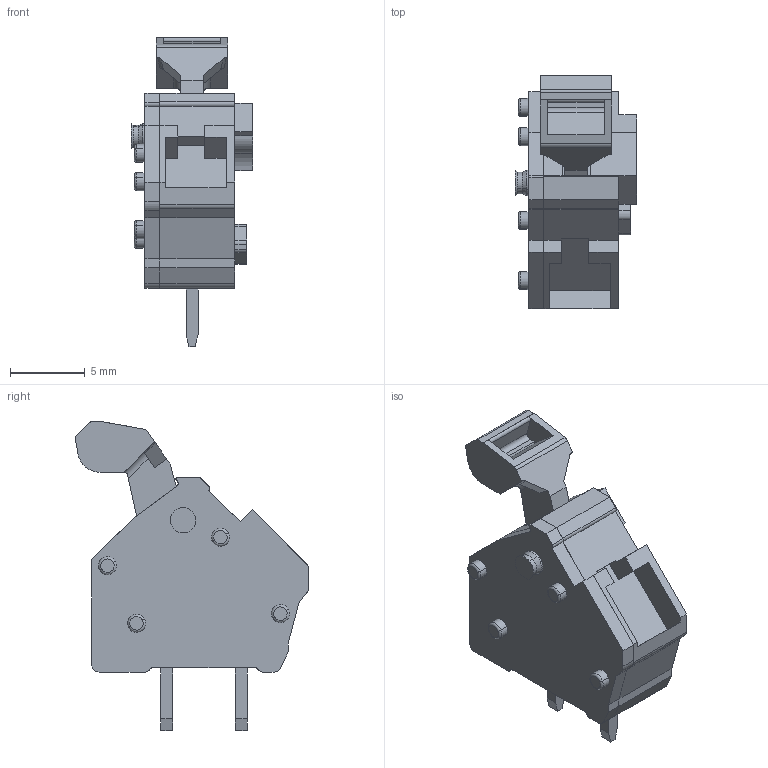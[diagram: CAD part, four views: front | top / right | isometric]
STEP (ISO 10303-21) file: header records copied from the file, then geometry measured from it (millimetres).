
FILE_DESCRIPTION(('CATIA V5 STEP Exchange','CAx-IF Rec.Pracs.--- Model Styling and Organization---1.4--- 2014-01-23'),'2;1');
FILE_NAME ('040746-1_0_1967930000_1967930000.stp','2022-09-09T11:34:05+00:00',('none'),('Weidmueller'),'CATIA Version 5-6 Release 2016 SP3 HF44','CATIA V5 STEP AP214','none');
FILE_SCHEMA(('AUTOMOTIVE_DESIGN { 1 0 10303 214 1 1 1 1 }'));
Length unit declared in the file: millimetre
Products named in the file (1): 1967930000
Bounding box: 8.1 x 15.6 x 20.65 mm (x, y, z)
Volume: 918.3 mm3; surface area: 1144.3 mm2
Topology: 5 solids, 5 shells, 217 faces, 581 edges, 381 vertices
Faces by surface type: plane 128, cylinder 65, cone 16, torus 8
Entity records: 6806 total; most frequent: CARTESIAN_POINT 1280, ORIENTED_EDGE 1162, DIRECTION 950, EDGE_CURVE 581, VECTOR 423, LINE 423, VERTEX_POINT 381, AXIS2_PLACEMENT_3D 333
